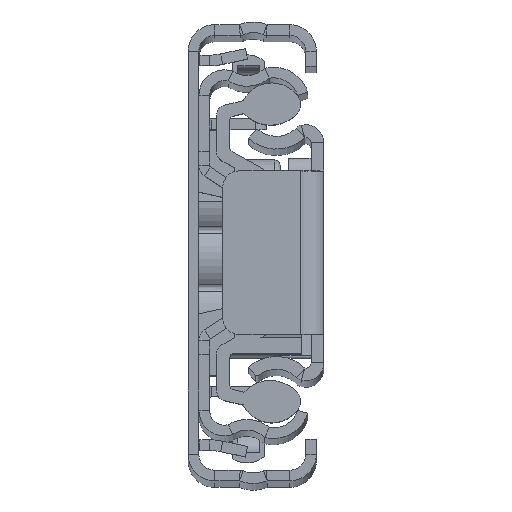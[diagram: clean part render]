
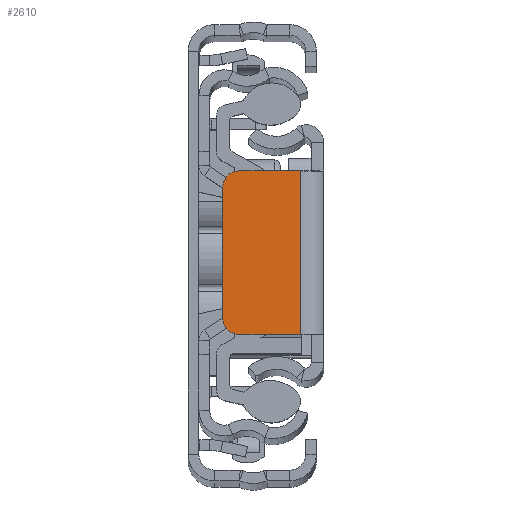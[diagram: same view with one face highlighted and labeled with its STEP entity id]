
A CAD part, top view. The second image highlights one B-rep face of the part: STEP entity #2610.
In plain terms, the highlighted planar face has unit normal (0, 0, 1).
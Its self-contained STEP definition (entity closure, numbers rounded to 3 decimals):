
#977 = VECTOR ( 'NONE', #12636, 1000. ) ;
#1099 = AXIS2_PLACEMENT_3D ( 'NONE', #4721, #19538, #6231 ) ;
#1452 = LINE ( 'NONE', #10999, #18268 ) ;
#1467 = EDGE_CURVE ( 'NONE', #20147, #21148, #14330, .T. ) ;
#2610 = ADVANCED_FACE ( 'NONE', ( #4085 ), #10650, .F. ) ;
#2893 = CARTESIAN_POINT ( 'NONE',  ( -7.95, 7.65, 0. ) ) ;
#3027 = VERTEX_POINT ( 'NONE', #15938 ) ;
#4085 = FACE_OUTER_BOUND ( 'NONE', #12697, .T. ) ;
#4293 = CARTESIAN_POINT ( 'NONE',  ( 0., 0., 0. ) ) ;
#4442 = EDGE_CURVE ( 'NONE', #4632, #10422, #9541, .T. ) ;
#4632 = VERTEX_POINT ( 'NONE', #2893 ) ;
#4710 = CARTESIAN_POINT ( 'NONE',  ( -9.45, 0., 0. ) ) ;
#4721 = CARTESIAN_POINT ( 'NONE',  ( -7.95, -6.15, 0. ) ) ;
#5231 = DIRECTION ( 'NONE',  ( 0., -1., 0. ) ) ;
#5560 = DIRECTION ( 'NONE',  ( 1., 0., 0. ) ) ;
#5686 = CARTESIAN_POINT ( 'NONE',  ( -7.95, 6.15, 0. ) ) ;
#6231 = DIRECTION ( 'NONE',  ( -1., 0., 0. ) ) ;
#8087 = EDGE_CURVE ( 'NONE', #10422, #9142, #19412, .T. ) ;
#8641 = CIRCLE ( 'NONE', #1099, 1.5 ) ;
#8932 = VECTOR ( 'NONE', #5231, 1000. ) ;
#9142 = VERTEX_POINT ( 'NONE', #12382 ) ;
#9239 = ORIENTED_EDGE ( 'NONE', *, *, #11889, .T. ) ;
#9541 = CIRCLE ( 'NONE', #10213, 1.5 ) ;
#9784 = LINE ( 'NONE', #19320, #10496 ) ;
#10213 = AXIS2_PLACEMENT_3D ( 'NONE', #5686, #20498, #13759 ) ;
#10422 = VERTEX_POINT ( 'NONE', #16023 ) ;
#10496 = VECTOR ( 'NONE', #5560, 1000. ) ;
#10650 = PLANE ( 'NONE',  #20885 ) ;
#10756 = DIRECTION ( 'NONE',  ( -1., 0., 0. ) ) ;
#10884 = EDGE_CURVE ( 'NONE', #9142, #3027, #8641, .T. ) ;
#10999 = CARTESIAN_POINT ( 'NONE',  ( 0., 7.65, 0. ) ) ;
#11183 = ORIENTED_EDGE ( 'NONE', *, *, #1467, .F. ) ;
#11340 = CARTESIAN_POINT ( 'NONE',  ( -2.2, -7.65, 0. ) ) ;
#11889 = EDGE_CURVE ( 'NONE', #20147, #4632, #1452, .T. ) ;
#11947 = CARTESIAN_POINT ( 'NONE',  ( -2.2, 7.65, 0. ) ) ;
#12382 = CARTESIAN_POINT ( 'NONE',  ( -9.45, -6.15, 0. ) ) ;
#12636 = DIRECTION ( 'NONE',  ( 0., -1., 0. ) ) ;
#12697 = EDGE_LOOP ( 'NONE', ( #20244, #14411, #19914, #11183, #9239, #16775 ) ) ;
#13357 = EDGE_CURVE ( 'NONE', #3027, #21148, #9784, .T. ) ;
#13520 = CARTESIAN_POINT ( 'NONE',  ( -2.2, -7.65, 0. ) ) ;
#13759 = DIRECTION ( 'NONE',  ( -1., 0., 0. ) ) ;
#14330 = LINE ( 'NONE', #11340, #977 ) ;
#14411 = ORIENTED_EDGE ( 'NONE', *, *, #10884, .T. ) ;
#15938 = CARTESIAN_POINT ( 'NONE',  ( -7.95, -7.65, 0. ) ) ;
#16023 = CARTESIAN_POINT ( 'NONE',  ( -9.45, 6.15, 0. ) ) ;
#16775 = ORIENTED_EDGE ( 'NONE', *, *, #4442, .T. ) ;
#18268 = VECTOR ( 'NONE', #19350, 1000. ) ;
#19003 = DIRECTION ( 'NONE',  ( 0., 0., -1. ) ) ;
#19320 = CARTESIAN_POINT ( 'NONE',  ( 0., -7.65, 0. ) ) ;
#19350 = DIRECTION ( 'NONE',  ( -1., 0., 0. ) ) ;
#19412 = LINE ( 'NONE', #4710, #8932 ) ;
#19538 = DIRECTION ( 'NONE',  ( 0., 0., 1. ) ) ;
#19914 = ORIENTED_EDGE ( 'NONE', *, *, #13357, .T. ) ;
#20147 = VERTEX_POINT ( 'NONE', #11947 ) ;
#20244 = ORIENTED_EDGE ( 'NONE', *, *, #8087, .T. ) ;
#20498 = DIRECTION ( 'NONE',  ( 0., 0., 1. ) ) ;
#20885 = AXIS2_PLACEMENT_3D ( 'NONE', #4293, #19003, #10756 ) ;
#21148 = VERTEX_POINT ( 'NONE', #13520 ) ;
